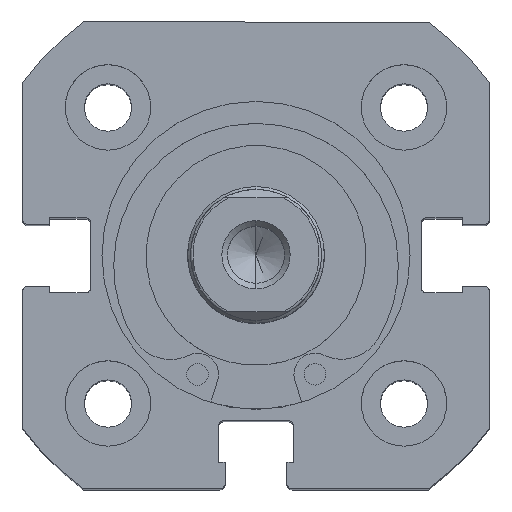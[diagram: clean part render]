
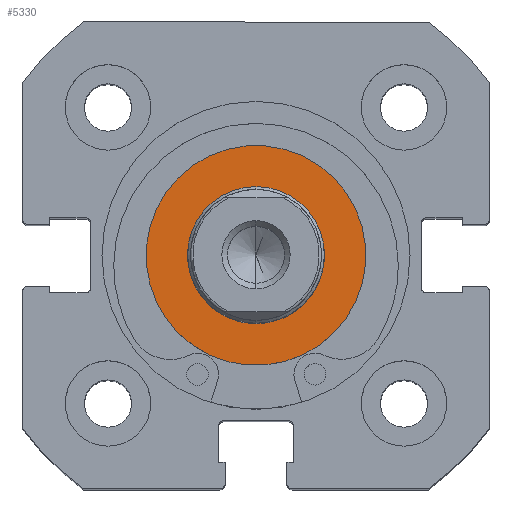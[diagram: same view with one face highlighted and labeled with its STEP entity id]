
A CAD part, top view. The second image highlights one B-rep face of the part: STEP entity #5330.
In plain terms, the highlighted face is planar.
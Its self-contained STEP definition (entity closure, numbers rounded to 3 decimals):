
#918 = CARTESIAN_POINT ( 'NONE',  ( 0., 0., 9.65 ) ) ;
#996 = CARTESIAN_POINT ( 'NONE',  ( 0., 0., -9.65 ) ) ;
#1021 = CARTESIAN_POINT ( 'NONE',  ( 0., 0., -6. ) ) ;
#1022 = CARTESIAN_POINT ( 'NONE',  ( 0., 0., 6. ) ) ;
#1584 = EDGE_CURVE ( 'NONE', #5125, #5049, #3728, .T. ) ;
#2579 = EDGE_LOOP ( 'NONE', ( #2728, #2755 ) ) ;
#2602 = EDGE_LOOP ( 'NONE', ( #2731, #2714 ) ) ;
#2714 = ORIENTED_EDGE ( 'NONE', *, *, #6137, .F. ) ;
#2728 = ORIENTED_EDGE ( 'NONE', *, *, #1584, .T. ) ;
#2731 = ORIENTED_EDGE ( 'NONE', *, *, #6160, .F. ) ;
#2755 = ORIENTED_EDGE ( 'NONE', *, *, #6121, .T. ) ;
#3082 = DIRECTION ( 'NONE',  ( 0., 0., 1. ) ) ;
#3083 = DIRECTION ( 'NONE',  ( -1., 0., 0. ) ) ;
#3087 = CARTESIAN_POINT ( 'NONE',  ( 0., 0., 0. ) ) ;
#3728 = CIRCLE ( 'NONE', #4535, 9.65 ) ;
#4535 = AXIS2_PLACEMENT_3D ( 'NONE', #3087, #3083, #3082 ) ;
#4884 = AXIS2_PLACEMENT_3D ( 'NONE', #5734, #5736, #5737 ) ;
#4928 = AXIS2_PLACEMENT_3D ( 'NONE', #5890, #5891, #5892 ) ;
#4939 = AXIS2_PLACEMENT_3D ( 'NONE', #5925, #5933, #5934 ) ;
#4954 = AXIS2_PLACEMENT_3D ( 'NONE', #5989, #5996, #5997 ) ;
#5025 = VERTEX_POINT ( 'NONE', #1022 ) ;
#5026 = VERTEX_POINT ( 'NONE', #1021 ) ;
#5049 = VERTEX_POINT ( 'NONE', #996 ) ;
#5125 = VERTEX_POINT ( 'NONE', #918 ) ;
#5330 = ADVANCED_FACE ( 'NONE', ( #5451, #5457 ), #5735, .F. ) ;
#5451 = FACE_BOUND ( 'NONE', #2602, .T. ) ;
#5457 = FACE_OUTER_BOUND ( 'NONE', #2579, .T. ) ;
#5552 = CIRCLE ( 'NONE', #4928, 9.65 ) ;
#5575 = CIRCLE ( 'NONE', #4939, 6. ) ;
#5606 = CIRCLE ( 'NONE', #4954, 6. ) ;
#5734 = CARTESIAN_POINT ( 'NONE',  ( 0., 9.65, 0. ) ) ;
#5735 = PLANE ( 'NONE',  #4884 ) ;
#5736 = DIRECTION ( 'NONE',  ( 1., 0., 0. ) ) ;
#5737 = DIRECTION ( 'NONE',  ( 0., 0., -1. ) ) ;
#5890 = CARTESIAN_POINT ( 'NONE',  ( 0., 0., 0. ) ) ;
#5891 = DIRECTION ( 'NONE',  ( -1., 0., 0. ) ) ;
#5892 = DIRECTION ( 'NONE',  ( 0., 0., 1. ) ) ;
#5925 = CARTESIAN_POINT ( 'NONE',  ( 0., 0., 0. ) ) ;
#5933 = DIRECTION ( 'NONE',  ( -1., 0., 0. ) ) ;
#5934 = DIRECTION ( 'NONE',  ( 0., 0., 1. ) ) ;
#5989 = CARTESIAN_POINT ( 'NONE',  ( 0., 0., 0. ) ) ;
#5996 = DIRECTION ( 'NONE',  ( -1., 0., 0. ) ) ;
#5997 = DIRECTION ( 'NONE',  ( 0., 0., 1. ) ) ;
#6121 = EDGE_CURVE ( 'NONE', #5049, #5125, #5552, .T. ) ;
#6137 = EDGE_CURVE ( 'NONE', #5026, #5025, #5575, .T. ) ;
#6160 = EDGE_CURVE ( 'NONE', #5025, #5026, #5606, .T. ) ;
